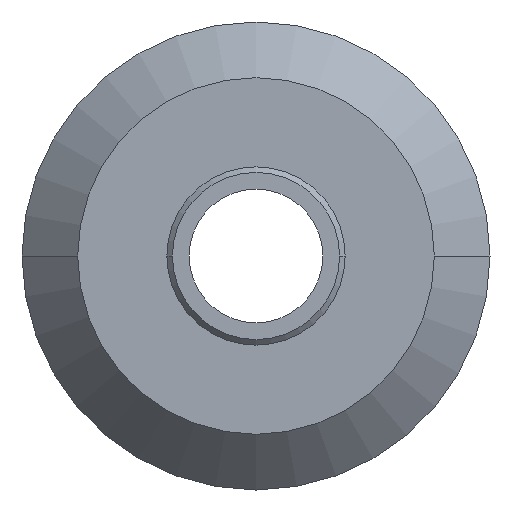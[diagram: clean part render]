
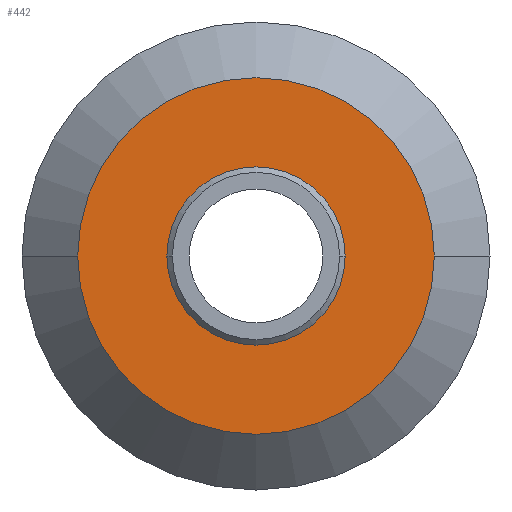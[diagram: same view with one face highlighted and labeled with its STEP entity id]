
A CAD part, left-side view. The second image highlights one B-rep face of the part: STEP entity #442.
In plain terms, the highlighted planar face has unit normal (-1, 0, 0).
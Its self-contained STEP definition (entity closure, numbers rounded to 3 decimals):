
#113=CARTESIAN_POINT('',(0.,0.,0.));
#114=DIRECTION('',(1.,0.,0.));
#115=DIRECTION('',(0.,1.,0.));
#116=AXIS2_PLACEMENT_3D('',#113,#114,#115);
#121=CARTESIAN_POINT('',(0.,0.,0.));
#122=DIRECTION('',(-1.,0.,0.));
#123=DIRECTION('',(0.,1.,0.));
#124=AXIS2_PLACEMENT_3D('',#121,#122,#123);
#137=CARTESIAN_POINT('',(0.,0.,0.));
#138=DIRECTION('',(-1.,0.,0.));
#139=DIRECTION('',(0.,1.,0.));
#140=AXIS2_PLACEMENT_3D('',#137,#138,#139);
#206=CARTESIAN_POINT('',(0.,0.,0.));
#207=DIRECTION('',(1.,0.,0.));
#208=DIRECTION('',(0.,1.,0.));
#209=AXIS2_PLACEMENT_3D('',#206,#207,#208);
#281=CARTESIAN_POINT('',(0.,8.,0.));
#282=CARTESIAN_POINT('',(0.,-8.,0.));
#283=VERTEX_POINT('',#281);
#284=VERTEX_POINT('',#282);
#321=CARTESIAN_POINT('',(0.,16.,0.));
#322=VERTEX_POINT('',#321);
#323=CARTESIAN_POINT('',(0.,-16.,0.));
#324=VERTEX_POINT('',#323);
#427=CARTESIAN_POINT('',(0.,0.,0.));
#428=DIRECTION('',(-1.,0.,0.));
#429=DIRECTION('',(0.,1.,0.));
#430=AXIS2_PLACEMENT_3D('',#427,#428,#429);
#431=PLANE('',#430);
#432=ORIENTED_EDGE('',*,*,#409,.T.);
#433=ORIENTED_EDGE('',*,*,#420,.F.);
#434=EDGE_LOOP('',(#432,#433));
#435=FACE_OUTER_BOUND('',#434,.F.);
#437=ORIENTED_EDGE('',*,*,#436,.T.);
#439=ORIENTED_EDGE('',*,*,#438,.F.);
#440=EDGE_LOOP('',(#437,#439));
#441=FACE_BOUND('',#440,.F.);
#117=CIRCLE('',#116,16.);
#125=CIRCLE('',#124,16.);
#141=CIRCLE('',#140,8.);
#210=CIRCLE('',#209,8.);
#409=EDGE_CURVE('',#322,#324,#117,.T.);
#420=EDGE_CURVE('',#322,#324,#125,.T.);
#436=EDGE_CURVE('',#283,#284,#141,.T.);
#438=EDGE_CURVE('',#283,#284,#210,.T.);
#442=ADVANCED_FACE('',(#435,#441),#431,.T.);
